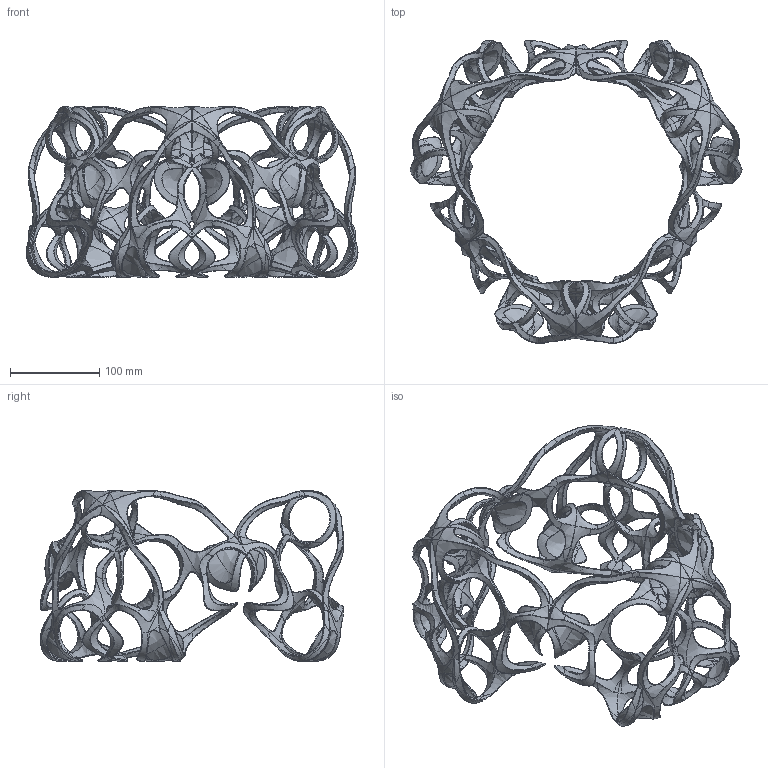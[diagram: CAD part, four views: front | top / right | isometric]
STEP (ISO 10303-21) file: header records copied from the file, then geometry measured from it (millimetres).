
FILE_DESCRIPTION(('FreeCAD Model'),'2;1');
FILE_NAME('Open CASCADE Shape Model','2025-05-04T09:38:46',('FreeCAD'),( 'FreeCAD'),'Open CASCADE STEP processor 7.6','FreeCAD','Unknown');
FILE_SCHEMA(('AUTOMOTIVE_DESIGN { 1 0 10303 214 1 1 1 1 }'));
Products named in the file (1): Open CASCADE STEP translator 7.6 1
Bounding box: 371.39 x 338.79 x 190.79 mm (x, y, z)
Volume: 572380.2 mm3; surface area: 304471 mm2
Topology: 1 solids, 1 shells, 4296 faces, 10236 edges, 5360 vertices
Faces by surface type: bspline 4296
Entity records: 232367 total; most frequent: CARTESIAN_POINT 175366, ORIENTED_EDGE 19572, EDGE_CURVE 9786, B_SPLINE_CURVE_WITH_KNOTS 5743, VERTEX_POINT 5359, ADVANCED_FACE 4295, FACE_BOUND 4295, EDGE_LOOP 4295
